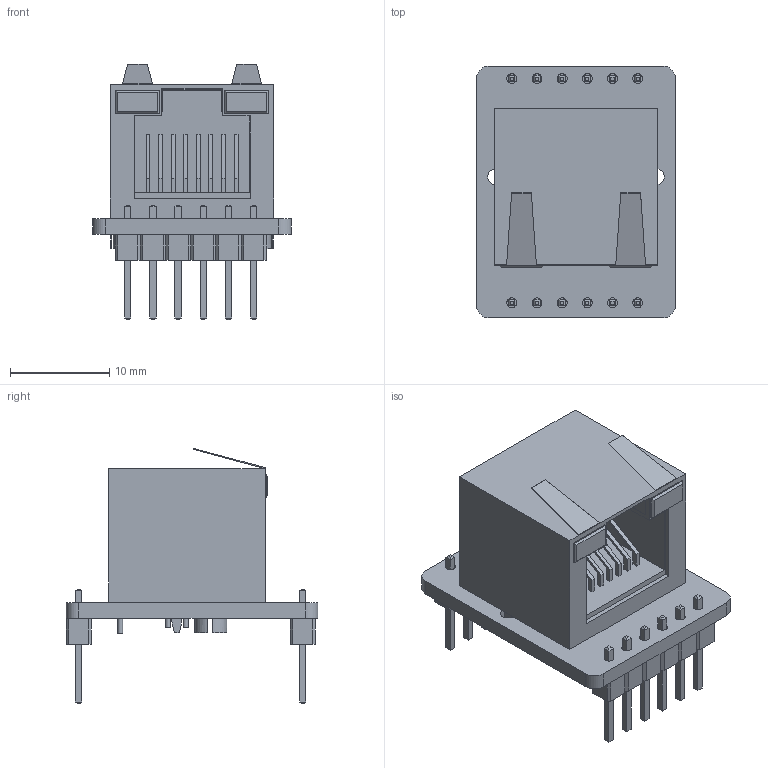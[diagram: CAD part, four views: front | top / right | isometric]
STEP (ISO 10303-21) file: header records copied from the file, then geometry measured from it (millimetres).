
FILE_DESCRIPTION(('KiCad electronic assembly'),'2;1');
FILE_NAME('8P8C+LED_Horizontal.step','2018-12-29T12:11:47',('An Author') ,('A Company'),'Open CASCADE STEP processor 6.9', 'KiCad to STEP converter','Unknown');
FILE_SCHEMA(('AUTOMOTIVE_DESIGN { 1 0 10303 214 1 1 1 1 }'));
Length unit declared in the file: millimetre
Products named in the file (6): Open CASCADE STEP translator 6.9 1; PinHeader_1x06_P2.54mm_Vertical; SOLID; RJ45_Amphenol_RJHSE538X; COMPOUND
Assembly tree (6 placements, depth 3):
  Open CASCADE STEP translator 6.9 1
    PinHeader_1x06_P2.54mm_Vertical  x2
      SOLID
    RJ45_Amphenol_RJHSE538X
      COMPOUND
    COMPOUND
Bounding box: 20.07 x 25.4 x 25.74 mm (x, y, z)
Volume: 3436.1 mm3; surface area: 4212.6 mm2
Topology: 6 solids, 6 shells, 497 faces, 1234 edges, 800 vertices
Faces by surface type: plane 451, cylinder 46
Full cylindrical faces by diameter (mm): 0.5 x12, 0.89 x12, 1 x12, 1.57 x2, 3.25 x4
Entity records: 24309 total; most frequent: CARTESIAN_POINT 3792, DIRECTION 3416, LINE 2440, VECTOR 2440, ORIENTED_EDGE 1760, PCURVE 1760, DEFINITIONAL_REPRESENTATION 1760, EDGE_CURVE 880
